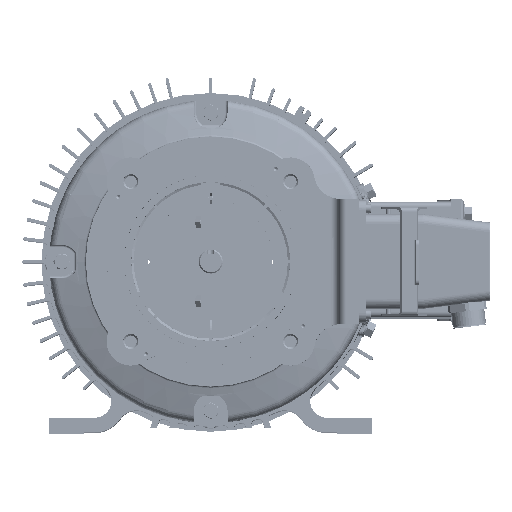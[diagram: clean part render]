
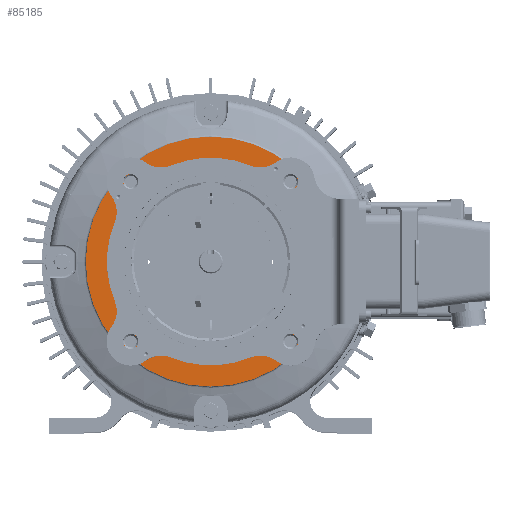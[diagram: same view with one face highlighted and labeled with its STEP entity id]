
A CAD part, top view. The second image highlights one B-rep face of the part: STEP entity #85185.
In plain terms, the highlighted planar face has unit normal (0, 0, 1).
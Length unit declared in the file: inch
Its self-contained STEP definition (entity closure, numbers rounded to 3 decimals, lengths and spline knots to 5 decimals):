
#894 = ORIENTED_EDGE ( 'NONE', *, *, #224077, .T. ) ;
#907 = CARTESIAN_POINT ( 'NONE',  ( 0., 0., 6.38 ) ) ;
#2760 = CIRCLE ( 'NONE', #167044, 3.25 ) ;
#10726 = CARTESIAN_POINT ( 'NONE',  ( 2.27313, -2.07713, 6.38 ) ) ;
#12714 = CARTESIAN_POINT ( 'NONE',  ( -1.88113, 2.07713, 6.38 ) ) ;
#14353 = CARTESIAN_POINT ( 'NONE',  ( 0., 2.25, 6.38 ) ) ;
#16543 = DIRECTION ( 'NONE',  ( 0., -1., 0. ) ) ;
#17666 = CARTESIAN_POINT ( 'NONE',  ( 2.25, 0., 6.38 ) ) ;
#19375 = CIRCLE ( 'NONE', #66866, 0.196 ) ;
#19918 = EDGE_LOOP ( 'NONE', ( #191226 ) ) ;
#21058 = FACE_BOUND ( 'NONE', #19918, .T. ) ;
#35060 = EDGE_CURVE ( 'NONE', #77308, #77308, #211084, .T. ) ;
#37083 = FACE_BOUND ( 'NONE', #39547, .T. ) ;
#37436 = DIRECTION ( 'NONE',  ( 0., 0., -1. ) ) ;
#39547 = EDGE_LOOP ( 'NONE', ( #161205 ) ) ;
#45076 = CIRCLE ( 'NONE', #99759, 2.25 ) ;
#46397 = VERTEX_POINT ( 'NONE', #14353 ) ;
#47019 = CARTESIAN_POINT ( 'NONE',  ( 0., 0., 6.38 ) ) ;
#49441 = ORIENTED_EDGE ( 'NONE', *, *, #52758, .T. ) ;
#51452 = EDGE_LOOP ( 'NONE', ( #185463 ) ) ;
#52758 = EDGE_CURVE ( 'NONE', #46397, #46397, #45076, .T. ) ;
#56483 = PLANE ( 'NONE',  #179068 ) ;
#56730 = CIRCLE ( 'NONE', #133459, 0.196 ) ;
#57320 = EDGE_CURVE ( 'NONE', #149305, #149305, #2760, .T. ) ;
#58580 = ORIENTED_EDGE ( 'NONE', *, *, #35060, .T. ) ;
#62608 = DIRECTION ( 'NONE',  ( 1., 0., 0. ) ) ;
#64240 = DIRECTION ( 'NONE',  ( 0., 0., -1. ) ) ;
#66866 = AXIS2_PLACEMENT_3D ( 'NONE', #176724, #175593, #141324 ) ;
#70163 = EDGE_LOOP ( 'NONE', ( #894 ) ) ;
#74619 = DIRECTION ( 'NONE',  ( 0., 0., -1. ) ) ;
#77077 = VERTEX_POINT ( 'NONE', #95357 ) ;
#77308 = VERTEX_POINT ( 'NONE', #143713 ) ;
#79017 = VERTEX_POINT ( 'NONE', #12714 ) ;
#84251 = CARTESIAN_POINT ( 'NONE',  ( 2.07713, -2.07713, 6.38 ) ) ;
#85185 = ADVANCED_FACE ( 'NONE', ( #177672, #141150, #21058, #37083, #174288, #209796 ), #56483, .T. ) ;
#86248 = DIRECTION ( 'NONE',  ( 0., 0., 1. ) ) ;
#95357 = CARTESIAN_POINT ( 'NONE',  ( -1.88113, -2.07713, 6.38 ) ) ;
#97841 = CARTESIAN_POINT ( 'NONE',  ( 0., 3.25, 6.38 ) ) ;
#99759 = AXIS2_PLACEMENT_3D ( 'NONE', #907, #37436, #175773 ) ;
#100341 = CIRCLE ( 'NONE', #129546, 0.196 ) ;
#111136 = EDGE_CURVE ( 'NONE', #167287, #167287, #100341, .T. ) ;
#115217 = EDGE_LOOP ( 'NONE', ( #58580 ) ) ;
#129546 = AXIS2_PLACEMENT_3D ( 'NONE', #84251, #151761, #62608 ) ;
#133459 = AXIS2_PLACEMENT_3D ( 'NONE', #192437, #74619, #195857 ) ;
#133993 = CARTESIAN_POINT ( 'NONE',  ( 2.07713, 2.07713, 6.38 ) ) ;
#135061 = DIRECTION ( 'NONE',  ( 0., 1., 0. ) ) ;
#141150 = FACE_BOUND ( 'NONE', #115217, .T. ) ;
#141324 = DIRECTION ( 'NONE',  ( 1., 0., 0. ) ) ;
#143713 = CARTESIAN_POINT ( 'NONE',  ( 2.27313, 2.07713, 6.38 ) ) ;
#147627 = EDGE_CURVE ( 'NONE', #79017, #79017, #56730, .T. ) ;
#149305 = VERTEX_POINT ( 'NONE', #97841 ) ;
#151761 = DIRECTION ( 'NONE',  ( 0., 0., -1. ) ) ;
#161205 = ORIENTED_EDGE ( 'NONE', *, *, #111136, .T. ) ;
#167044 = AXIS2_PLACEMENT_3D ( 'NONE', #47019, #203696, #135061 ) ;
#167287 = VERTEX_POINT ( 'NONE', #10726 ) ;
#174288 = FACE_OUTER_BOUND ( 'NONE', #51452, .T. ) ;
#175593 = DIRECTION ( 'NONE',  ( 0., 0., -1. ) ) ;
#175773 = DIRECTION ( 'NONE',  ( 0., 1., 0. ) ) ;
#176724 = CARTESIAN_POINT ( 'NONE',  ( -2.07713, -2.07713, 6.38 ) ) ;
#177672 = FACE_BOUND ( 'NONE', #70163, .T. ) ;
#179068 = AXIS2_PLACEMENT_3D ( 'NONE', #17666, #86248, #16543 ) ;
#185463 = ORIENTED_EDGE ( 'NONE', *, *, #57320, .T. ) ;
#191226 = ORIENTED_EDGE ( 'NONE', *, *, #147627, .T. ) ;
#192437 = CARTESIAN_POINT ( 'NONE',  ( -2.07713, 2.07713, 6.38 ) ) ;
#195857 = DIRECTION ( 'NONE',  ( 1., 0., 0. ) ) ;
#203696 = DIRECTION ( 'NONE',  ( 0., 0., 1. ) ) ;
#203751 = DIRECTION ( 'NONE',  ( 1., 0., 0. ) ) ;
#207497 = AXIS2_PLACEMENT_3D ( 'NONE', #133993, #64240, #203751 ) ;
#209796 = FACE_BOUND ( 'NONE', #225140, .T. ) ;
#211084 = CIRCLE ( 'NONE', #207497, 0.196 ) ;
#224077 = EDGE_CURVE ( 'NONE', #77077, #77077, #19375, .T. ) ;
#225140 = EDGE_LOOP ( 'NONE', ( #49441 ) ) ;
